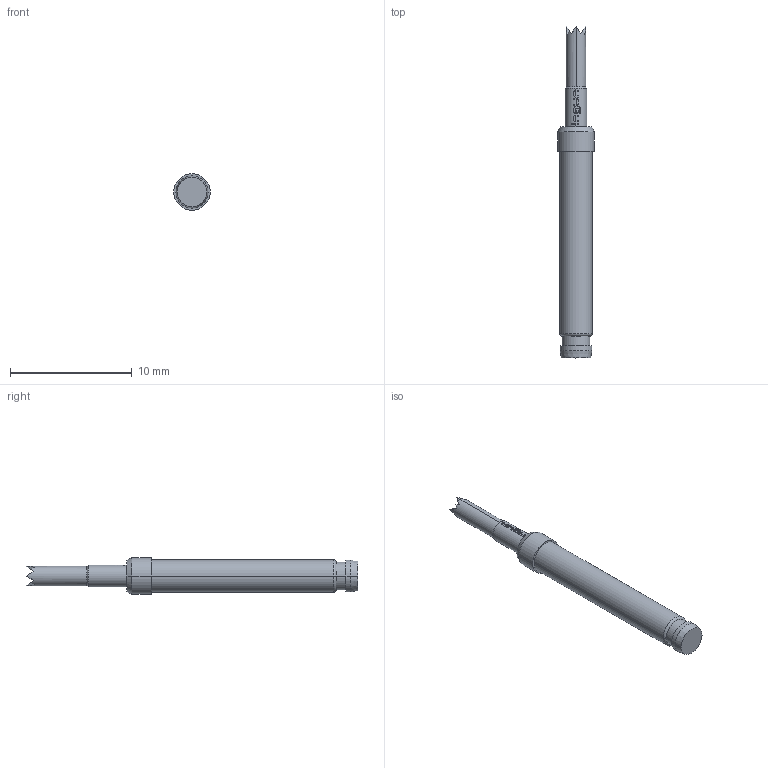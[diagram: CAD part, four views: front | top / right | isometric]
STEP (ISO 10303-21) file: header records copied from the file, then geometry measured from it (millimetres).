
FILE_DESCRIPTION (( 'STEP AP203' ), '1' );
FILE_NAME ('INGUN_GKS-113_306_160_A_xx02.STEP', '2022-09-14T12:03:07', ( 'ochi' ), ( '' ), 'SwSTEP 2.0', 'SolidWorks 2021', '' );
FILE_SCHEMA (( 'CONFIG_CONTROL_DESIGN' ));
Length unit declared in the file: millimetre
Products named in the file (1): INGUN_GKS-113_306_160_A_xx02
Bounding box: 3 x 27.3 x 3 mm (x, y, z)
Volume: 123.5 mm3; surface area: 216.4 mm2
Topology: 1 solids, 1 shells, 129 faces, 330 edges, 207 vertices
Faces by surface type: bspline 56, plane 34, cylinder 31, cone 6, torus 2
Entity records: 5050 total; most frequent: CARTESIAN_POINT 2500, ORIENTED_EDGE 660, EDGE_CURVE 330, DIRECTION 268, B_SPLINE_CURVE_WITH_KNOTS 222, VERTEX_POINT 207, EDGE_LOOP 133, FACE_OUTER_BOUND 129
